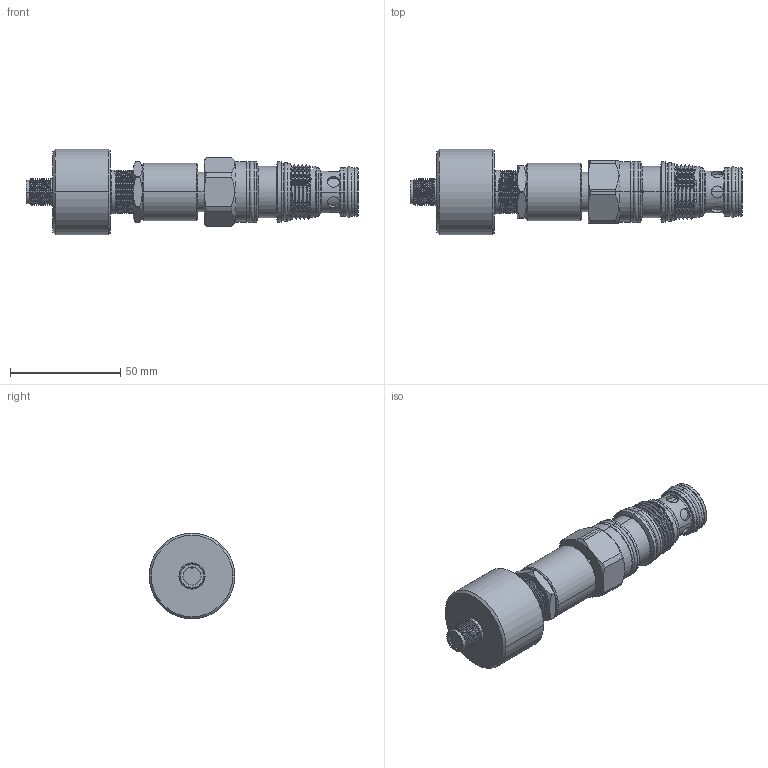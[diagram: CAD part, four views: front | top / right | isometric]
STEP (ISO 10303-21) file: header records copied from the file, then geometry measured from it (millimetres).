
FILE_DESCRIPTION (( 'STEP AP203' ), '1' );
FILE_NAME ('LOS2A3C-N.STEP', '2025-01-21T02:41:17', ( '' ), ( '' ), 'SwSTEP 2.0', 'SolidWorks 2018', '' );
FILE_SCHEMA (( 'CONFIG_CONTROL_DESIGN' ));
Length unit declared in the file: millimetre
Products named in the file (1): LOS2A3C-N
Bounding box: 150.73 x 38.95 x 38.95 mm (x, y, z)
Volume: 85597 mm3; surface area: 18490.8 mm2
Topology: 1 solids, 2 shells, 314 faces, 780 edges, 492 vertices
Faces by surface type: cylinder 170, cone 60, plane 50, bspline 19, torus 15
Entity records: 17717 total; most frequent: CARTESIAN_POINT 10724, ORIENTED_EDGE 1556, DIRECTION 1352, EDGE_CURVE 778, AXIS2_PLACEMENT_3D 566, VERTEX_POINT 492, EDGE_LOOP 342, ADVANCED_FACE 314
